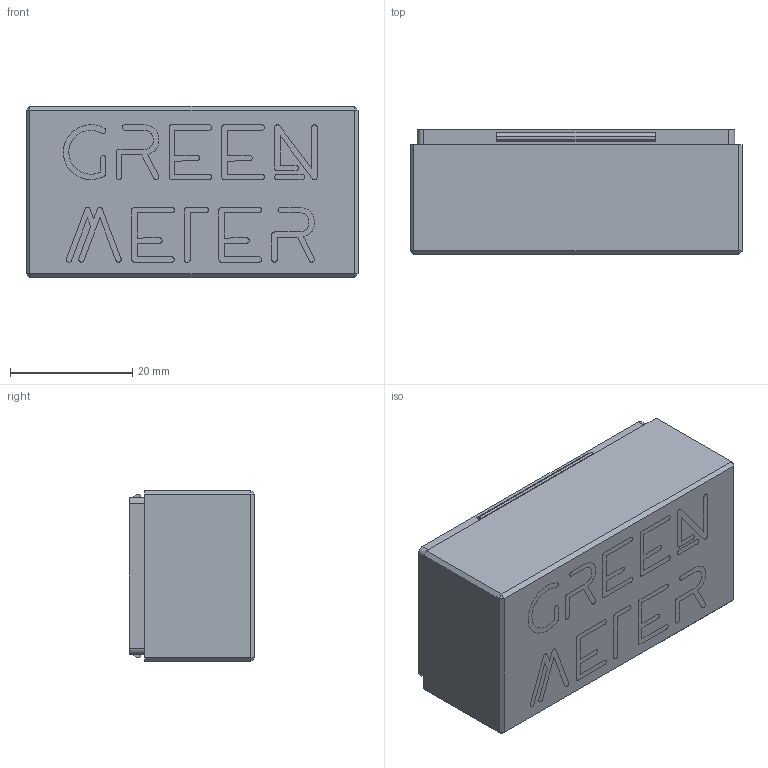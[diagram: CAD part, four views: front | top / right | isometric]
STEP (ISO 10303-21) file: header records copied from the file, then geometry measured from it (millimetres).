
FILE_DESCRIPTION (( 'STEP AP214' ), '1' );
FILE_NAME ('obudowa_dolna.STEP', '2024-12-16T21:41:20', ( '' ), ( '' ), 'SwSTEP 2.0', 'SolidWorks 2023', '' );
FILE_SCHEMA (( 'AUTOMOTIVE_DESIGN' ));
Length unit declared in the file: millimetre
Products named in the file (1): obudowa_dolna
Bounding box: 54.35 x 20.5 x 28 mm (x, y, z)
Volume: 8959.5 mm3; surface area: 9841.9 mm2
Topology: 12 solids, 12 shells, 373 faces, 1020 edges, 676 vertices
Faces by surface type: bspline 245, plane 122, cylinder 6
Entity records: 16534 total; most frequent: CARTESIAN_POINT 8643, ORIENTED_EDGE 2040, EDGE_CURVE 1020, DIRECTION 800, VERTEX_POINT 676, LINE 518, VECTOR 518, B_SPLINE_CURVE_WITH_KNOTS 490
